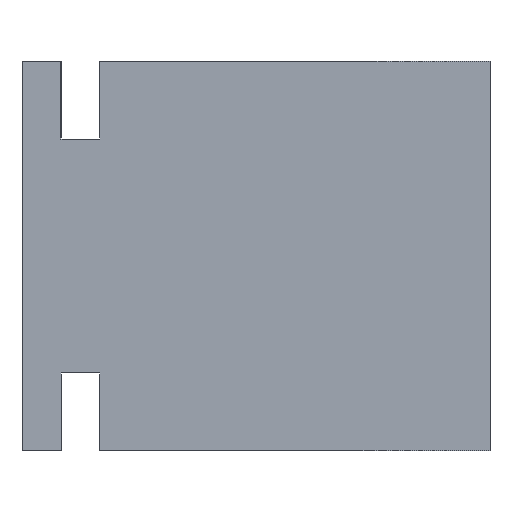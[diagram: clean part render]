
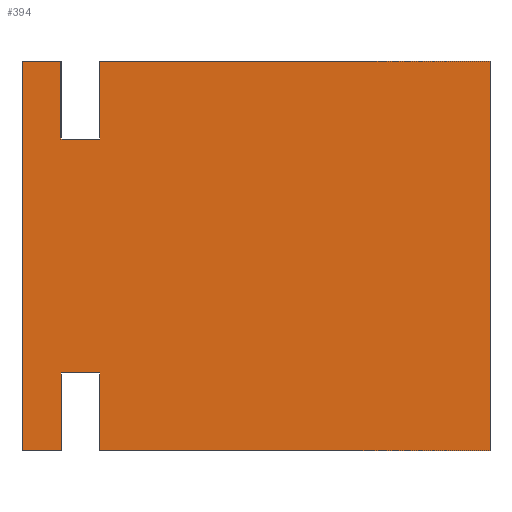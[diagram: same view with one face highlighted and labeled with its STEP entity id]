
A CAD part, left-side view. The second image highlights one B-rep face of the part: STEP entity #394.
In plain terms, the highlighted planar face has unit normal (-1, 0, 0).
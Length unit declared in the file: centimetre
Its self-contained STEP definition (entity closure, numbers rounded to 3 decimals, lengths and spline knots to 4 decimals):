
#105=VECTOR('',#432,1.);
#110=VECTOR('',#438,1.);
#113=VECTOR('',#442,1.);
#117=VECTOR('',#447,1.);
#120=VECTOR('',#451,1.);
#124=VECTOR('',#456,1.);
#127=VECTOR('',#460,1.);
#128=VECTOR('',#462,1.);
#134=VECTOR('',#470,1.);
#135=VECTOR('',#472,1.);
#137=LINE('',#490,#105);
#142=LINE('',#501,#110);
#145=LINE('',#507,#113);
#149=LINE('',#515,#117);
#152=LINE('',#522,#120);
#156=LINE('',#531,#124);
#159=LINE('',#536,#127);
#160=LINE('',#538,#128);
#166=LINE('',#550,#134);
#167=LINE('',#552,#135);
#181=PLANE('',#415);
#187=VERTEX_POINT('',#489);
#188=VERTEX_POINT('',#491);
#192=VERTEX_POINT('',#500);
#193=VERTEX_POINT('',#502);
#195=VERTEX_POINT('',#508);
#197=VERTEX_POINT('',#514);
#200=VERTEX_POINT('',#521);
#201=VERTEX_POINT('',#523);
#204=VERTEX_POINT('',#530);
#205=VERTEX_POINT('',#532);
#206=VERTEX_POINT('',#539);
#209=VERTEX_POINT('',#549);
#219=EDGE_CURVE('',#188,#187,#137,.T.);
#224=EDGE_CURVE('',#193,#192,#142,.T.);
#227=EDGE_CURVE('',#195,#193,#145,.T.);
#231=EDGE_CURVE('',#192,#197,#149,.T.);
#234=EDGE_CURVE('',#201,#200,#152,.T.);
#238=EDGE_CURVE('',#205,#204,#156,.T.);
#241=EDGE_CURVE('',#200,#205,#159,.T.);
#242=EDGE_CURVE('',#206,#195,#160,.T.);
#250=EDGE_CURVE('',#204,#209,#166,.T.);
#251=EDGE_CURVE('',#187,#201,#166,.T.);
#252=EDGE_CURVE('',#206,#209,#167,.T.);
#253=EDGE_CURVE('',#197,#188,#160,.T.);
#318=ORIENTED_EDGE('',*,*,#231,.T.);
#319=ORIENTED_EDGE('',*,*,#253,.T.);
#320=ORIENTED_EDGE('',*,*,#219,.T.);
#321=ORIENTED_EDGE('',*,*,#251,.T.);
#322=ORIENTED_EDGE('',*,*,#234,.T.);
#323=ORIENTED_EDGE('',*,*,#241,.T.);
#324=ORIENTED_EDGE('',*,*,#238,.T.);
#325=ORIENTED_EDGE('',*,*,#250,.T.);
#326=ORIENTED_EDGE('',*,*,#252,.F.);
#327=ORIENTED_EDGE('',*,*,#242,.T.);
#328=ORIENTED_EDGE('',*,*,#227,.T.);
#329=ORIENTED_EDGE('',*,*,#224,.T.);
#354=EDGE_LOOP('',(#318,#319,#320,#321,#322,#323,#324,#325,#326,#327,#328,
#329));
#376=FACE_BOUND('',#354,.T.);
#394=ADVANCED_FACE('',(#376),#181,.T.);
#415=AXIS2_PLACEMENT_3D('',#553,#473,$);
#432=DIRECTION('',(0.,0.,1.));
#438=DIRECTION('',(0.,-1.,0.));
#442=DIRECTION('',(0.,0.,1.));
#447=DIRECTION('',(0.,0.,-1.));
#451=DIRECTION('',(0.,0.,-1.));
#456=DIRECTION('',(0.,0.,1.));
#460=DIRECTION('',(0.,1.,0.));
#462=DIRECTION('',(0.,-1.,0.));
#470=DIRECTION('',(0.,1.,0.));
#472=DIRECTION('',(0.,0.,1.));
#473=DIRECTION('',(-1.,0.,0.));
#489=CARTESIAN_POINT('',(-5.,-0.6,0.5));
#490=CARTESIAN_POINT('',(-5.,-0.6,-0.5));
#491=CARTESIAN_POINT('',(-5.,-0.6,-0.5));
#500=CARTESIAN_POINT('',(-5.,0.4,-0.3));
#501=CARTESIAN_POINT('',(-5.,0.225,-0.3));
#502=CARTESIAN_POINT('',(-5.,0.5,-0.3));
#507=CARTESIAN_POINT('',(-5.,0.5,-0.45));
#508=CARTESIAN_POINT('',(-5.,0.5,-0.5));
#514=CARTESIAN_POINT('',(-5.,0.4,-0.5));
#515=CARTESIAN_POINT('',(-5.,0.4,-0.45));
#521=CARTESIAN_POINT('',(-5.,0.4,0.3));
#522=CARTESIAN_POINT('',(-5.,0.4,-0.05));
#523=CARTESIAN_POINT('',(-5.,0.4,0.5));
#530=CARTESIAN_POINT('',(-5.,0.5,0.5));
#531=CARTESIAN_POINT('',(-5.,0.5,-0.05));
#532=CARTESIAN_POINT('',(-5.,0.5,0.3));
#536=CARTESIAN_POINT('',(-5.,0.225,0.3));
#538=CARTESIAN_POINT('',(-5.,0.6,-0.5));
#539=CARTESIAN_POINT('',(-5.,0.6,-0.5));
#549=CARTESIAN_POINT('',(-5.,0.6,0.5));
#550=CARTESIAN_POINT('',(-5.,0.6,0.5));
#552=CARTESIAN_POINT('',(-5.,0.6,-0.5));
#553=CARTESIAN_POINT('',(-5.,0.,-0.5));
